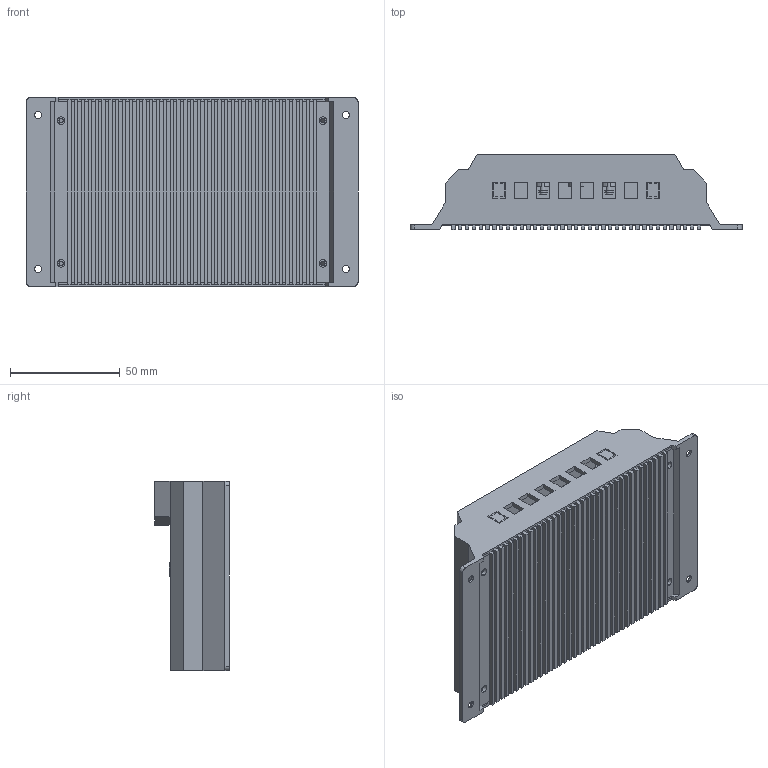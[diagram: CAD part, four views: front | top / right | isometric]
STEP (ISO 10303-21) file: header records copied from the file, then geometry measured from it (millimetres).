
FILE_DESCRIPTION (( 'STEP AP214' ), '1' );
FILE_NAME ('LMS2430, SOLAR CHARGE CONTROLLER.STEP', '2017-07-04T07:55:05', ( '' ), ( '' ), 'SwSTEP 2.0', 'SolidWorks 2017', '' );
FILE_SCHEMA (( 'AUTOMOTIVE_DESIGN' ));
Length unit declared in the file: millimetre
Products named in the file (6): MAIN BODY, LMS2430, SOLAR CHARGE CONTROLLER; BUTTON, LMS2430, SOLAR CHARGE CONTROLLER; BACK PLATE, LMS2430, SOLAR CHARGE CONTROLLER; CLEAR FRONT PLATE, LMS2430, SOLAR CHARGE CONTROLLER; LMS2430, SOLAR CHARGE CONTROLLER; PCB, LMS2430, SOLAR CHARGE CONTROLLER
Assembly tree (7 placements, depth 2):
  LMS2430, SOLAR CHARGE CONTROLLER
    MAIN BODY, LMS2430, SOLAR CHARGE CONTROLLER
    BACK PLATE, LMS2430, SOLAR CHARGE CONTROLLER
    PCB, LMS2430, SOLAR CHARGE CONTROLLER
    BUTTON, LMS2430, SOLAR CHARGE CONTROLLER  x3
    CLEAR FRONT PLATE, LMS2430, SOLAR CHARGE CONTROLLER
Bounding box: 151 x 34 x 86 mm (x, y, z)
Volume: 88512.2 mm3; surface area: 112607.8 mm2
Topology: 7 solids, 7 shells, 606 faces, 1699 edges, 1124 vertices
Faces by surface type: plane 419, cylinder 173, cone 8, torus 6
Entity records: 18901 total; most frequent: CARTESIAN_POINT 3385, ORIENTED_EDGE 3246, DIRECTION 3071, EDGE_CURVE 1623, LINE 1259, VECTOR 1259, VERTEX_POINT 1076, AXIS2_PLACEMENT_3D 906
